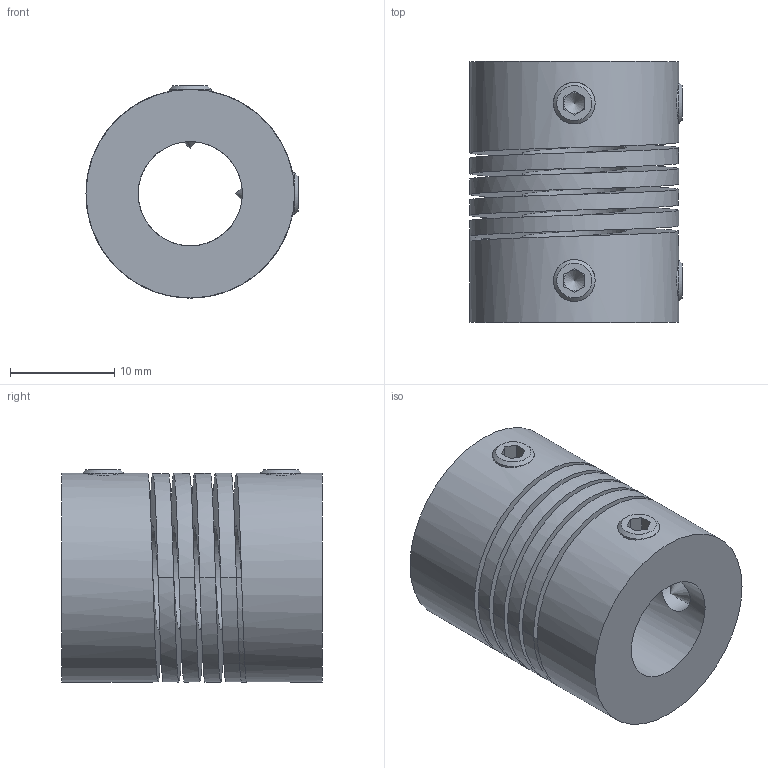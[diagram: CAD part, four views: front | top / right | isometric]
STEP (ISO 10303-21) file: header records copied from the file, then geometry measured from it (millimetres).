
FILE_DESCRIPTION(/* description */ (''),/* implementation_level */ '2;1');
FILE_NAME(/* name */ 'Coupler 10-10.step',/* time_stamp */ '2020-04-14T17:15:30+01:00',/* author */ (''),/* organization */ (''),/* preprocessor_version */ 'ST-DEVELOPER v18.1',/* originating_system */ 'Autodesk Translation Framework v9.2.0.1227',/* authorisation */ '');
FILE_SCHEMA (('AUTOMOTIVE_DESIGN { 1 0 10303 214 3 1 1 }'));
Length unit declared in the file: millimetre
Products named in the file (5): Coupler 10-10; Coupler 10-10_1; Grub screws; DIN914-M4x6; Grub M4x6
Assembly tree (7 placements, depth 5):
  Coupler 10-10
    Coupler 10-10_1
      Grub screws
        DIN914-M4x6  x4
          Grub M4x6
Bounding box: 20.33 x 25 x 20.33 mm (x, y, z)
Volume: 5256.4 mm3; surface area: 5489.4 mm2
Topology: 5 solids, 5 shells, 70 faces, 190 edges, 128 vertices
Faces by surface type: plane 36, cylinder 20, cone 12, bspline 2
Full cylindrical faces by diameter (mm): 4 x8, 10 x5, 20 x5
Entity records: 2580 total; most frequent: CARTESIAN_POINT 1586, ORIENTED_EDGE 196, DIRECTION 156, EDGE_CURVE 98, VERTEX_POINT 68, AXIS2_PLACEMENT_3D 54, LINE 48, VECTOR 48
